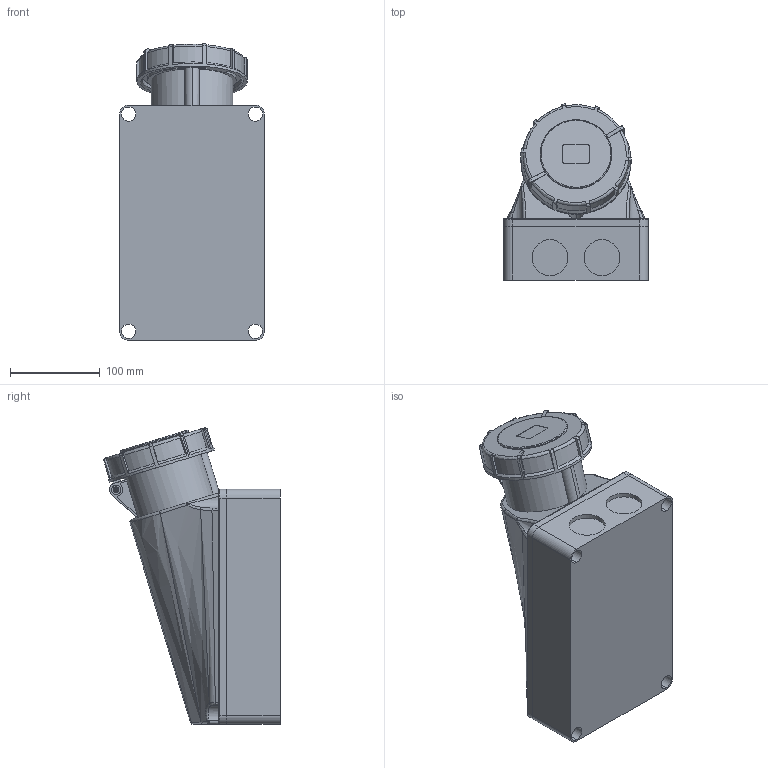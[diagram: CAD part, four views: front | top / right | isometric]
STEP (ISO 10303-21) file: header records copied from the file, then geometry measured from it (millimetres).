
FILE_DESCRIPTION (( 'STEP AP214' ), '1' );
FILE_NAME ('DEP2-125A隴蚾.STEP', '2025-01-07T08:08:46', ( '' ), ( '' ), 'SwSTEP 2.0', 'SolidWorks 2022', '' );
FILE_SCHEMA (( 'AUTOMOTIVE_DESIGN' ));
Length unit declared in the file: millimetre
Products named in the file (1): DEP2-125A明装
Bounding box: 161.5 x 196.98 x 330.89 mm (x, y, z)
Surface area: 335316.4 mm2 (no closed solid volume)
Topology: 0 solids, 14 shells, 272 faces, 986 edges, 708 vertices
Faces by surface type: cylinder 89, plane 86, bspline 80, cone 17
Entity records: 20503 total; most frequent: CARTESIAN_POINT 10065, ORIENTED_EDGE 1585, DIRECTION 1427, EDGE_CURVE 975, VERTEX_POINT 707, AXIS2_PLACEMENT_3D 514, VECTOR 399, LINE 399
